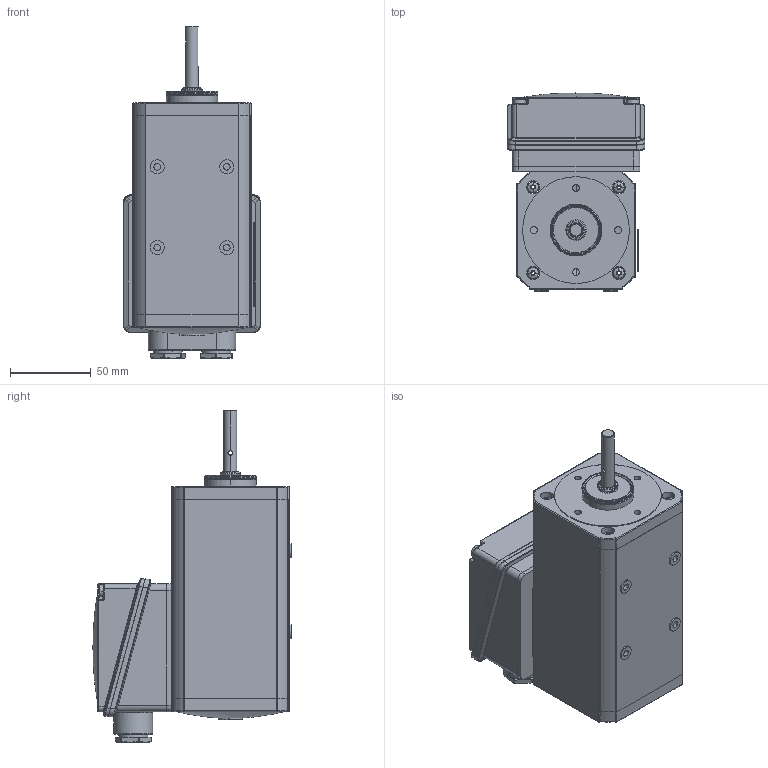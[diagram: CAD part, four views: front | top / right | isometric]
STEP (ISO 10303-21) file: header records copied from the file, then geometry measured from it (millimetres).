
FILE_DESCRIPTION (( 'STEP AP214' ), '1' );
FILE_NAME ('Motor IGKU65-60, f.Getr. VE31.STEP', '2017-04-10T09:41:22', ( 'gfeller' ), ( '' ), 'SwSTEP 2.0', 'SolidWorks 2014', '' );
FILE_SCHEMA (( 'AUTOMOTIVE_DESIGN' ));
Length unit declared in the file: millimetre
Products named in the file (1): Motor IGKU65-60, f.Getr. VE31
Bounding box: 85 x 122.43 x 205.18 mm (x, y, z)
Surface area: 93765.5 mm2 (no closed solid volume)
Topology: 0 solids, 36 shells, 697 faces, 2168 edges, 1460 vertices
Faces by surface type: plane 260, cylinder 238, bspline 56, torus 51, cone 46, sphere 46
Entity records: 36561 total; most frequent: CARTESIAN_POINT 10371, DIRECTION 3949, ORIENTED_EDGE 3492, EDGE_CURVE 2145, AXIS2_PLACEMENT_3D 1499, VERTEX_POINT 1456, LINE 951, VECTOR 951
